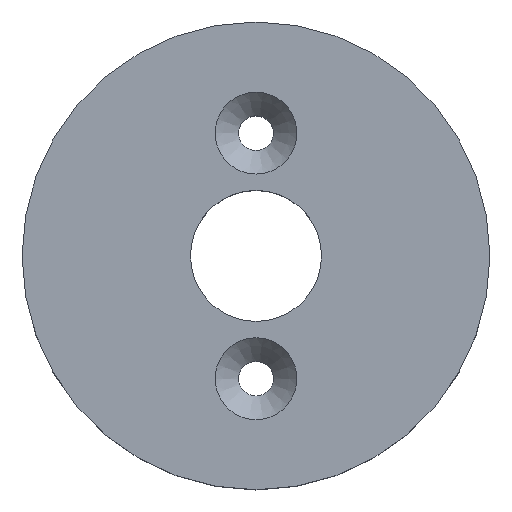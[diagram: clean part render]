
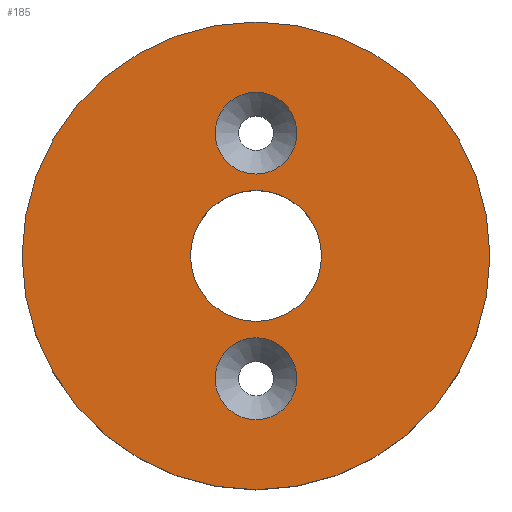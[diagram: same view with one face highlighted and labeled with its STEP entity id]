
A CAD part, top view. The second image highlights one B-rep face of the part: STEP entity #185.
In plain terms, the highlighted planar face has unit normal (0, 0, 1).
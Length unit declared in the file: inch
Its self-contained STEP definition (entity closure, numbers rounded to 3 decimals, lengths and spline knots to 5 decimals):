
#16=FACE_BOUND('',#55,.T.);
#17=FACE_BOUND('',#56,.T.);
#18=FACE_BOUND('',#57,.T.);
#24=PLANE('',#223);
#41=FACE_OUTER_BOUND('',#54,.T.);
#54=EDGE_LOOP('',(#161));
#55=EDGE_LOOP('',(#162));
#56=EDGE_LOOP('',(#163));
#57=EDGE_LOOP('',(#164));
#81=CIRCLE('',#204,0.19685);
#84=CIRCLE('',#209,0.19685);
#87=CIRCLE('',#214,0.31496);
#90=CIRCLE('',#218,1.125);
#95=VERTEX_POINT('',#293);
#98=VERTEX_POINT('',#303);
#101=VERTEX_POINT('',#313);
#104=VERTEX_POINT('',#321);
#109=EDGE_CURVE('',#95,#95,#81,.T.);
#114=EDGE_CURVE('',#98,#98,#84,.T.);
#119=EDGE_CURVE('',#101,#101,#87,.T.);
#124=EDGE_CURVE('',#104,#104,#90,.T.);
#161=ORIENTED_EDGE('',*,*,#124,.T.);
#162=ORIENTED_EDGE('',*,*,#109,.T.);
#163=ORIENTED_EDGE('',*,*,#114,.T.);
#164=ORIENTED_EDGE('',*,*,#119,.T.);
#185=ADVANCED_FACE('',(#41,#16,#17,#18),#24,.T.);
#204=AXIS2_PLACEMENT_3D('',#294,#233,#234);
#209=AXIS2_PLACEMENT_3D('',#304,#245,#246);
#214=AXIS2_PLACEMENT_3D('',#314,#257,#258);
#218=AXIS2_PLACEMENT_3D('',#323,#267,#268);
#223=AXIS2_PLACEMENT_3D('',#331,#278,#279);
#233=DIRECTION('center_axis',(0.,0.,-1.));
#234=DIRECTION('ref_axis',(1.,0.,0.));
#245=DIRECTION('center_axis',(0.,0.,-1.));
#246=DIRECTION('ref_axis',(1.,0.,0.));
#257=DIRECTION('center_axis',(0.,0.,-1.));
#258=DIRECTION('ref_axis',(-1.,0.,0.));
#267=DIRECTION('center_axis',(0.,0.,1.));
#268=DIRECTION('ref_axis',(-1.,0.,0.));
#278=DIRECTION('center_axis',(0.,0.,1.));
#279=DIRECTION('ref_axis',(1.,0.,0.));
#293=CARTESIAN_POINT('',(-0.19685,-0.59055,0.59055));
#294=CARTESIAN_POINT('Origin',(0.,-0.59055,0.59055));
#303=CARTESIAN_POINT('',(-0.19685,0.59055,0.59055));
#304=CARTESIAN_POINT('Origin',(0.,0.59055,0.59055));
#313=CARTESIAN_POINT('',(0.31496,0.,0.59055));
#314=CARTESIAN_POINT('Origin',(0.,0.,0.59055));
#321=CARTESIAN_POINT('',(1.125,0.,0.59055));
#323=CARTESIAN_POINT('Origin',(0.,0.,0.59055));
#331=CARTESIAN_POINT('Origin',(0.,0.,0.59055));
